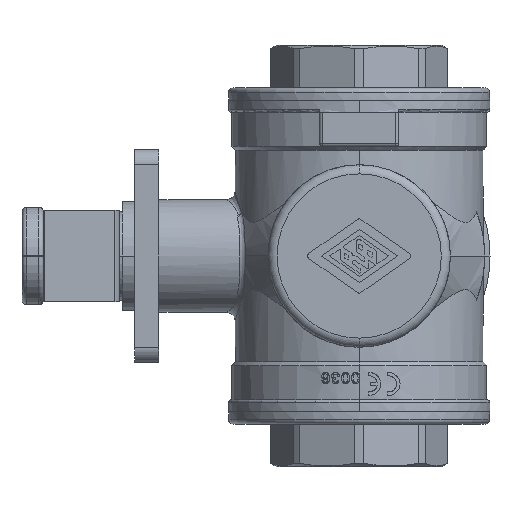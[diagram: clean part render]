
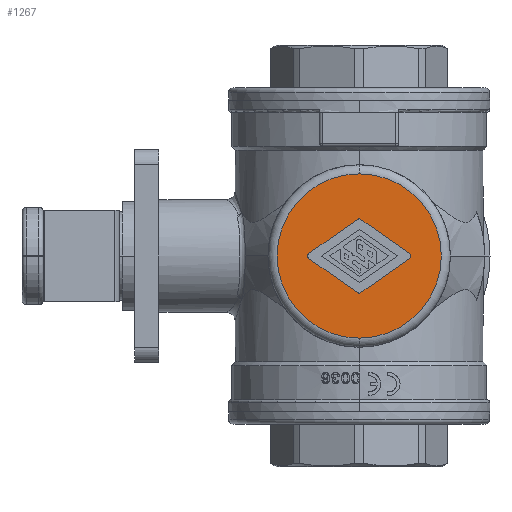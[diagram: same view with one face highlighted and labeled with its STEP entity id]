
A CAD part, left-side view. The second image highlights one B-rep face of the part: STEP entity #1267.
In plain terms, the highlighted planar face has unit normal (-1, 0, 0).
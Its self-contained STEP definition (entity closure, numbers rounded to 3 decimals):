
#1267=ADVANCED_FACE('',(#2953,#2954),#2955,.F.);
#2953=FACE_OUTER_BOUND('',#5785,.T.);
#2954=FACE_BOUND('',#5786,.T.);
#2955=PLANE('',#5787);
#5785=EDGE_LOOP('',(#10902,#10903));
#5786=EDGE_LOOP('',(#10904,#10905,#10906,#10907,#10908,#10909,#10910,#10911,#10912,#10913));
#5787=AXIS2_PLACEMENT_3D('',#10914,#10915,#10916);
#10902=ORIENTED_EDGE('',*,*,#15383,.T.);
#10903=ORIENTED_EDGE('',*,*,#15182,.T.);
#10904=ORIENTED_EDGE('',*,*,#15387,.T.);
#10905=ORIENTED_EDGE('',*,*,#15412,.T.);
#10906=ORIENTED_EDGE('',*,*,#15399,.T.);
#10907=ORIENTED_EDGE('',*,*,#15414,.T.);
#10908=ORIENTED_EDGE('',*,*,#15176,.T.);
#10909=ORIENTED_EDGE('',*,*,#15390,.T.);
#10910=ORIENTED_EDGE('',*,*,#15416,.T.);
#10911=ORIENTED_EDGE('',*,*,#15396,.T.);
#10912=ORIENTED_EDGE('',*,*,#15418,.T.);
#10913=ORIENTED_EDGE('',*,*,#15171,.T.);
#10914=CARTESIAN_POINT('',(-86.243,-29.216,20.809));
#10915=DIRECTION('',(1.0,0.0,0.0));
#10916=DIRECTION('',(0.0,1.0,0.0));
#15171=EDGE_CURVE('',#18228,#18232,#18234,.T.);
#15176=EDGE_CURVE('',#18237,#18241,#18243,.T.);
#15182=EDGE_CURVE('',#18246,#18252,#18254,.T.);
#15383=EDGE_CURVE('',#18252,#18246,#18551,.T.);
#15387=EDGE_CURVE('',#18232,#18555,#18557,.T.);
#15390=EDGE_CURVE('',#18241,#18559,#18562,.T.);
#15396=EDGE_CURVE('',#18565,#18570,#18572,.T.);
#15399=EDGE_CURVE('',#18577,#18574,#18578,.T.);
#15412=EDGE_CURVE('',#18555,#18577,#18596,.T.);
#15414=EDGE_CURVE('',#18574,#18237,#18598,.T.);
#15416=EDGE_CURVE('',#18559,#18565,#18600,.T.);
#15418=EDGE_CURVE('',#18570,#18228,#18602,.T.);
#18228=VERTEX_POINT('',#23708);
#18232=VERTEX_POINT('',#23713);
#18234=CIRCLE('',#23716,1.0);
#18237=VERTEX_POINT('',#23719);
#18241=VERTEX_POINT('',#23724);
#18243=CIRCLE('',#23727,1.0);
#18246=VERTEX_POINT('',#23730);
#18252=VERTEX_POINT('',#23736);
#18254=CIRCLE('',#23738,27.0);
#18551=CIRCLE('',#27265,27.0);
#18555=VERTEX_POINT('',#27270);
#18557=LINE('',#27273,#27274);
#18559=VERTEX_POINT('',#27276);
#18562=LINE('',#27280,#27281);
#18565=VERTEX_POINT('',#27285);
#18570=VERTEX_POINT('',#27292);
#18572=LINE('',#27295,#27296);
#18574=VERTEX_POINT('',#27298);
#18577=VERTEX_POINT('',#27302);
#18578=LINE('',#27303,#27304);
#18596=CIRCLE('',#27328,1.0);
#18598=CIRCLE('',#27330,1.0);
#18600=CIRCLE('',#27332,1.0);
#18602=CIRCLE('',#27334,1.0);
#23708=CARTESIAN_POINT('',(-86.243,-14.216,8.614));
#23713=CARTESIAN_POINT('',(-86.243,-13.643,8.795));
#23716=AXIS2_PLACEMENT_3D('',#33154,#33155,#33156);
#23719=CARTESIAN_POINT('',(-86.243,-14.216,33.003));
#23724=CARTESIAN_POINT('',(-86.243,-14.79,32.822));
#23727=AXIS2_PLACEMENT_3D('',#33162,#33163,#33164);
#23730=CARTESIAN_POINT('',(-86.243,-14.216,47.809));
#23736=CARTESIAN_POINT('',(-86.243,-14.216,-6.191));
#23738=AXIS2_PLACEMENT_3D('',#33177,#33178,#33179);
#27265=AXIS2_PLACEMENT_3D('',#33431,#33432,#33433);
#27270=CARTESIAN_POINT('',(-86.243,2.344,19.989));
#27273=CARTESIAN_POINT('',(-86.243,-14.216,8.394));
#27274=VECTOR('',#33436,1.0);
#27276=CARTESIAN_POINT('',(-86.243,-30.777,21.628));
#27280=CARTESIAN_POINT('',(-86.243,-14.216,33.224));
#27281=VECTOR('',#33438,1.0);
#27285=CARTESIAN_POINT('',(-86.243,-30.777,19.989));
#27292=CARTESIAN_POINT('',(-86.243,-14.79,8.795));
#27295=CARTESIAN_POINT('',(-86.243,-14.216,8.394));
#27296=VECTOR('',#33443,1.0);
#27298=CARTESIAN_POINT('',(-86.243,-13.643,32.822));
#27302=CARTESIAN_POINT('',(-86.243,2.344,21.628));
#27303=CARTESIAN_POINT('',(-86.243,-14.216,33.224));
#27304=VECTOR('',#33445,1.0);
#27328=AXIS2_PLACEMENT_3D('',#33464,#33465,#33466);
#27330=AXIS2_PLACEMENT_3D('',#33467,#33468,#33469);
#27332=AXIS2_PLACEMENT_3D('',#33470,#33471,#33472);
#27334=AXIS2_PLACEMENT_3D('',#33473,#33474,#33475);
#33154=CARTESIAN_POINT('',(-86.243,-14.216,9.614));
#33155=DIRECTION('',(1.0,0.0,0.));
#33156=DIRECTION('',(0.,0.0,-1.0));
#33162=CARTESIAN_POINT('',(-86.243,-14.216,32.003));
#33163=DIRECTION('',(1.0,0.0,0.));
#33164=DIRECTION('',(0.,0.0,-1.0));
#33177=CARTESIAN_POINT('',(-86.243,-14.216,20.809));
#33178=DIRECTION('',(-1.0,0.0,0.0));
#33179=DIRECTION('',(0.0,0.0,1.0));
#33431=CARTESIAN_POINT('',(-86.243,-14.216,20.809));
#33432=DIRECTION('',(-1.0,0.0,0.0));
#33433=DIRECTION('',(0.0,0.0,1.0));
#33436=DIRECTION('',(0.,0.819,0.574));
#33438=DIRECTION('',(0.,-0.819,-0.574));
#33443=DIRECTION('',(0.,0.819,-0.574));
#33445=DIRECTION('',(0.,-0.819,0.574));
#33464=CARTESIAN_POINT('',(-86.243,1.771,20.809));
#33465=DIRECTION('',(1.0,0.0,0.));
#33466=DIRECTION('',(0.,0.0,-1.0));
#33467=CARTESIAN_POINT('',(-86.243,-14.216,32.003));
#33468=DIRECTION('',(1.0,0.0,0.));
#33469=DIRECTION('',(0.,0.0,-1.0));
#33470=CARTESIAN_POINT('',(-86.243,-30.203,20.809));
#33471=DIRECTION('',(1.0,0.0,0.));
#33472=DIRECTION('',(0.,0.0,-1.0));
#33473=CARTESIAN_POINT('',(-86.243,-14.216,9.614));
#33474=DIRECTION('',(1.0,0.0,0.));
#33475=DIRECTION('',(0.,0.0,-1.0));
